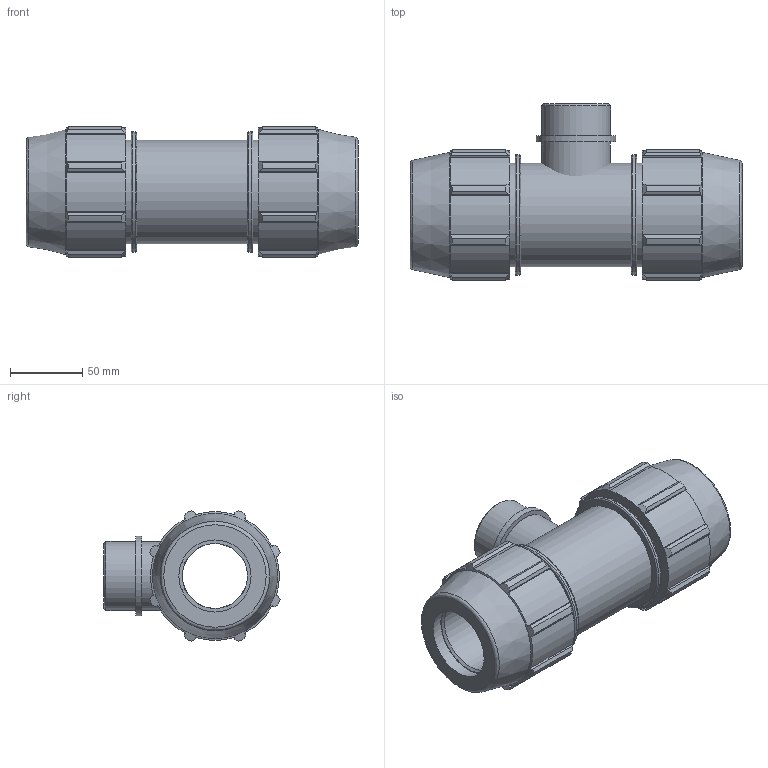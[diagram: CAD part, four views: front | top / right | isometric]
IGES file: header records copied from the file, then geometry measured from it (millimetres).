
Global section: file name: 078400050015_188400050015_0784060500150A.ipt; native system: Autodesk Inventor 2015; preprocessor: unknown; author: Кирилл,,11,0; organization: 20170224.180708; date: 20170606.172434; units: millimetre
Bounding box: 230 x 122.16 x 90.33 mm (x, y, z)
Volume: 808538.6 mm3; surface area: 132715.6 mm2
Topology: 2 solids, 2 shells, 162 faces, 455 edges, 308 vertices
Faces by surface type: plane 83, cylinder 40, cone 21, revolution 18
Full cylindrical faces by diameter (mm): 47.803 x2, 54.973 x1, 72 x3, 83.52 x2
